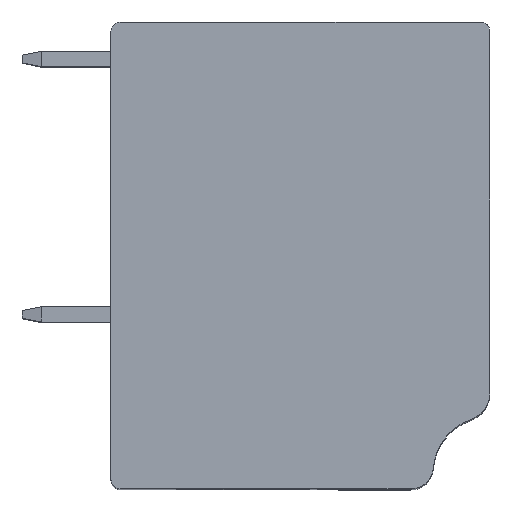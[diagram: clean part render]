
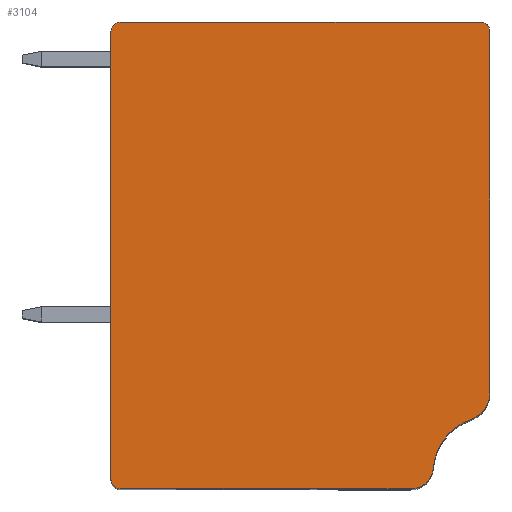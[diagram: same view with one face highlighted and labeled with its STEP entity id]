
A CAD part, top view. The second image highlights one B-rep face of the part: STEP entity #3104.
In plain terms, the highlighted planar face has unit normal (0, 0, 1).
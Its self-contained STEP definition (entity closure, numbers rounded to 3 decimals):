
#37 = DIRECTION ( 'NONE',  ( 0., 1., 0. ) ) ;
#38 = CARTESIAN_POINT ( 'NONE',  ( 25.757, -9.68, 0. ) ) ;
#39 = LINE ( 'NONE', #38, #1608 ) ;
#65 = CIRCLE ( 'NONE', #1631, 2.903 ) ;
#71 = CIRCLE ( 'NONE', #4104, 1.5 ) ;
#80 = CIRCLE ( 'NONE', #1066, 0.5 ) ;
#83 = CIRCLE ( 'NONE', #1083, 0.5 ) ;
#85 = CIRCLE ( 'NONE', #1058, 1.15 ) ;
#94 = CIRCLE ( 'NONE', #2310, 1.15 ) ;
#872 = EDGE_CURVE ( 'NONE', #6213, #6216, #2736, .T. ) ;
#875 = EDGE_CURVE ( 'NONE', #6079, #6216, #39, .T. ) ;
#881 = EDGE_CURVE ( 'NONE', #6172, #5972, #65, .T. ) ;
#906 = EDGE_CURVE ( 'NONE', #5972, #6079, #71, .T. ) ;
#1026 = VECTOR ( 'NONE', #5061, 1000. ) ;
#1030 = VECTOR ( 'NONE', #5076, 1000. ) ;
#1043 = VECTOR ( 'NONE', #1896, 1000. ) ;
#1058 = AXIS2_PLACEMENT_3D ( 'NONE', #1869, #1936, #1937 ) ;
#1066 = AXIS2_PLACEMENT_3D ( 'NONE', #1851, #1852, #1853 ) ;
#1083 = AXIS2_PLACEMENT_3D ( 'NONE', #1860, #1861, #1862 ) ;
#1142 = CARTESIAN_POINT ( 'NONE',  ( 25.757, 1.895, 0. ) ) ;
#1143 = CARTESIAN_POINT ( 'NONE',  ( 25.757, 2.026, 0. ) ) ;
#1144 = CARTESIAN_POINT ( 'NONE',  ( 25.703, 2.156, 0. ) ) ;
#1145 = CARTESIAN_POINT ( 'NONE',  ( 25.518, 2.341, 0. ) ) ;
#1146 = CARTESIAN_POINT ( 'NONE',  ( 25.388, 2.395, 0. ) ) ;
#1424 = CARTESIAN_POINT ( 'NONE',  ( 21.682, -20.605, 0. ) ) ;
#1434 = DIRECTION ( 'NONE',  ( 0., 0., 1. ) ) ;
#1435 = DIRECTION ( 'NONE',  ( 1., 0., 0. ) ) ;
#1608 = VECTOR ( 'NONE', #37, 1000. ) ;
#1631 = AXIS2_PLACEMENT_3D ( 'NONE', #6719, #6720, #6721 ) ;
#1851 = CARTESIAN_POINT ( 'NONE',  ( 6.657, 1.895, 0. ) ) ;
#1852 = DIRECTION ( 'NONE',  ( 0., 0., 1. ) ) ;
#1853 = DIRECTION ( 'NONE',  ( 1., 0., 0. ) ) ;
#1860 = CARTESIAN_POINT ( 'NONE',  ( 6.657, -21.255, 0. ) ) ;
#1861 = DIRECTION ( 'NONE',  ( 0., 0., 1. ) ) ;
#1862 = DIRECTION ( 'NONE',  ( 1., 0., 0. ) ) ;
#1869 = CARTESIAN_POINT ( 'NONE',  ( 21.682, -20.605, 0. ) ) ;
#1894 = LINE ( 'NONE', #1895, #1043 ) ;
#1895 = CARTESIAN_POINT ( 'NONE',  ( 6.157, 2.471, 0. ) ) ;
#1896 = DIRECTION ( 'NONE',  ( 0., 1., 0. ) ) ;
#1936 = DIRECTION ( 'NONE',  ( 0., 0., 1. ) ) ;
#1937 = DIRECTION ( 'NONE',  ( -1., 0., 0. ) ) ;
#2040 = PLANE ( 'NONE',  #2919 ) ;
#2041 = CARTESIAN_POINT ( 'NONE',  ( 15.958, -9.68, 0. ) ) ;
#2042 = DIRECTION ( 'NONE',  ( 0., 0., 1. ) ) ;
#2043 = DIRECTION ( 'NONE',  ( 1., 0., 0. ) ) ;
#2310 = AXIS2_PLACEMENT_3D ( 'NONE', #1424, #1434, #1435 ) ;
#2507 = CARTESIAN_POINT ( 'NONE',  ( 25.257, 2.395, 0. ) ) ;
#2551 = EDGE_CURVE ( 'NONE', #6213, #6113, #5059, .T. ) ;
#2556 = EDGE_CURVE ( 'NONE', #6145, #6070, #5074, .T. ) ;
#2565 = EDGE_CURVE ( 'NONE', #6138, #5962, #2740, .T. ) ;
#2613 = EDGE_CURVE ( 'NONE', #6113, #5994, #80, .T. ) ;
#2616 = EDGE_CURVE ( 'NONE', #6015, #6145, #83, .T. ) ;
#2627 = EDGE_CURVE ( 'NONE', #6015, #5994, #1894, .T. ) ;
#2641 = EDGE_CURVE ( 'NONE', #6138, #6172, #85, .T. ) ;
#2736 = B_SPLINE_CURVE_WITH_KNOTS ( 'NONE', 3,
 ( #2507, #1146, #1145, #1144, #1143, #1142 ),
 .UNSPECIFIED., .F., .F.,
 ( 4, 2, 4 ),
 ( 0., 0.5, 1. ),
 .UNSPECIFIED. ) ;
#2740 = B_SPLINE_CURVE_WITH_KNOTS ( 'NONE', 3,
 ( #5106, #5107, #5108, #5109 ),
 .UNSPECIFIED., .F., .F.,
 ( 4, 4 ),
 ( 0., 1. ),
 .UNSPECIFIED. ) ;
#2919 = AXIS2_PLACEMENT_3D ( 'NONE', #2041, #2042, #2043 ) ;
#2924 = FACE_OUTER_BOUND ( 'NONE', #4240, .T. ) ;
#3104 = ADVANCED_FACE ( 'NONE', ( #2924 ), #2040, .T. ) ;
#3505 = EDGE_CURVE ( 'NONE', #6070, #5962, #94, .T. ) ;
#4104 = AXIS2_PLACEMENT_3D ( 'NONE', #6840, #6841, #6842 ) ;
#4129 = ORIENTED_EDGE ( 'NONE', *, *, #881, .T. ) ;
#4133 = ORIENTED_EDGE ( 'NONE', *, *, #2641, .T. ) ;
#4134 = ORIENTED_EDGE ( 'NONE', *, *, #2565, .F. ) ;
#4135 = ORIENTED_EDGE ( 'NONE', *, *, #3505, .T. ) ;
#4136 = ORIENTED_EDGE ( 'NONE', *, *, #2556, .T. ) ;
#4137 = ORIENTED_EDGE ( 'NONE', *, *, #2616, .T. ) ;
#4138 = ORIENTED_EDGE ( 'NONE', *, *, #2627, .F. ) ;
#4139 = ORIENTED_EDGE ( 'NONE', *, *, #2613, .T. ) ;
#4144 = ORIENTED_EDGE ( 'NONE', *, *, #872, .F. ) ;
#4146 = ORIENTED_EDGE ( 'NONE', *, *, #875, .T. ) ;
#4147 = ORIENTED_EDGE ( 'NONE', *, *, #906, .T. ) ;
#4148 = ORIENTED_EDGE ( 'NONE', *, *, #2551, .T. ) ;
#4240 = EDGE_LOOP ( 'NONE', ( #4147, #4146, #4144, #4148, #4139, #4138, #4137, #4136, #4135, #4134, #4133, #4129 ) ) ;
#5059 = LINE ( 'NONE', #5060, #1026 ) ;
#5060 = CARTESIAN_POINT ( 'NONE',  ( 15.958, 2.395, 0. ) ) ;
#5061 = DIRECTION ( 'NONE',  ( -1., 0., 0. ) ) ;
#5074 = LINE ( 'NONE', #5075, #1030 ) ;
#5075 = CARTESIAN_POINT ( 'NONE',  ( 15.958, -21.755, 0. ) ) ;
#5076 = DIRECTION ( 'NONE',  ( 1., 0., 0. ) ) ;
#5106 = CARTESIAN_POINT ( 'NONE',  ( 21.689, -21.755, 0. ) ) ;
#5107 = CARTESIAN_POINT ( 'NONE',  ( 21.689, -21.755, 0. ) ) ;
#5108 = CARTESIAN_POINT ( 'NONE',  ( 21.688, -21.755, 0. ) ) ;
#5109 = CARTESIAN_POINT ( 'NONE',  ( 21.688, -21.755, 0. ) ) ;
#5962 = VERTEX_POINT ( 'NONE', #6380 ) ;
#5972 = VERTEX_POINT ( 'NONE', #6390 ) ;
#5994 = VERTEX_POINT ( 'NONE', #6411 ) ;
#6015 = VERTEX_POINT ( 'NONE', #6432 ) ;
#6070 = VERTEX_POINT ( 'NONE', #6487 ) ;
#6079 = VERTEX_POINT ( 'NONE', #6496 ) ;
#6113 = VERTEX_POINT ( 'NONE', #6530 ) ;
#6138 = VERTEX_POINT ( 'NONE', #6555 ) ;
#6145 = VERTEX_POINT ( 'NONE', #6562 ) ;
#6172 = VERTEX_POINT ( 'NONE', #6589 ) ;
#6213 = VERTEX_POINT ( 'NONE', #6630 ) ;
#6216 = VERTEX_POINT ( 'NONE', #6633 ) ;
#6380 = CARTESIAN_POINT ( 'NONE',  ( 21.688, -21.755, 0. ) ) ;
#6390 = CARTESIAN_POINT ( 'NONE',  ( 24.759, -18.17, 0. ) ) ;
#6411 = CARTESIAN_POINT ( 'NONE',  ( 6.157, 1.895, 0. ) ) ;
#6432 = CARTESIAN_POINT ( 'NONE',  ( 6.157, -21.255, 0. ) ) ;
#6487 = CARTESIAN_POINT ( 'NONE',  ( 21.677, -21.755, 0. ) ) ;
#6496 = CARTESIAN_POINT ( 'NONE',  ( 25.757, -16.658, 0. ) ) ;
#6530 = CARTESIAN_POINT ( 'NONE',  ( 6.657, 2.395, 0. ) ) ;
#6555 = CARTESIAN_POINT ( 'NONE',  ( 21.689, -21.755, 0. ) ) ;
#6562 = CARTESIAN_POINT ( 'NONE',  ( 6.657, -21.755, 0. ) ) ;
#6589 = CARTESIAN_POINT ( 'NONE',  ( 22.829, -20.691, 0. ) ) ;
#6630 = CARTESIAN_POINT ( 'NONE',  ( 25.257, 2.395, 0. ) ) ;
#6633 = CARTESIAN_POINT ( 'NONE',  ( 25.757, 1.895, 0. ) ) ;
#6719 = CARTESIAN_POINT ( 'NONE',  ( 25.724, -20.908, 0. ) ) ;
#6720 = DIRECTION ( 'NONE',  ( 0., 0., -1. ) ) ;
#6721 = DIRECTION ( 'NONE',  ( -1., 0., 0. ) ) ;
#6840 = CARTESIAN_POINT ( 'NONE',  ( 24.26, -16.755, 0. ) ) ;
#6841 = DIRECTION ( 'NONE',  ( 0., 0., 1. ) ) ;
#6842 = DIRECTION ( 'NONE',  ( -1., 0., 0. ) ) ;
